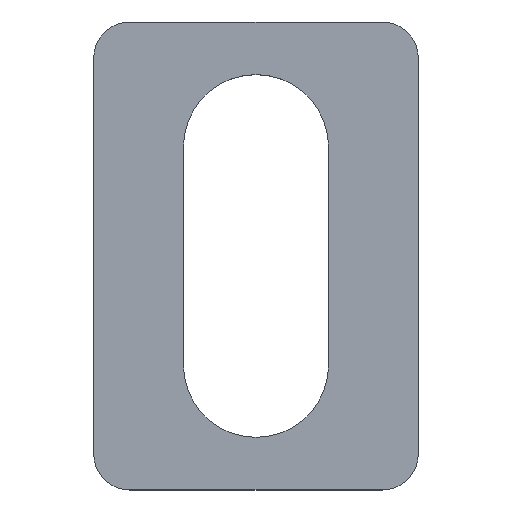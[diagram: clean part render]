
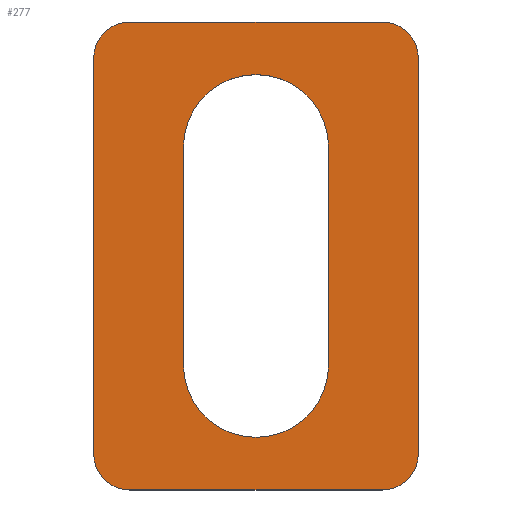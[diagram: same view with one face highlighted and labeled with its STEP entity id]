
A CAD part, top view. The second image highlights one B-rep face of the part: STEP entity #277.
In plain terms, the highlighted planar face has unit normal (0, 0, 1).
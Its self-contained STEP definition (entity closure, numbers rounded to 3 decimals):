
#46=CIRCLE('',#286,4.);
#47=CIRCLE('',#289,4.);
#48=CIRCLE('',#292,2.);
#49=CIRCLE('',#295,2.);
#50=CIRCLE('',#298,2.);
#51=CIRCLE('',#301,2.);
#64=VERTEX_POINT('',#399);
#65=VERTEX_POINT('',#401);
#66=VERTEX_POINT('',#405);
#67=VERTEX_POINT('',#409);
#68=VERTEX_POINT('',#415);
#69=VERTEX_POINT('',#417);
#70=VERTEX_POINT('',#421);
#71=VERTEX_POINT('',#425);
#72=VERTEX_POINT('',#429);
#73=VERTEX_POINT('',#433);
#74=VERTEX_POINT('',#437);
#75=VERTEX_POINT('',#441);
#84=VECTOR('',#330,1.);
#87=VECTOR('',#338,1.);
#91=VECTOR('',#347,1.);
#94=VECTOR('',#355,1.);
#97=VECTOR('',#363,1.);
#99=VECTOR('',#370,1.);
#108=LINE('',#404,#84);
#111=LINE('',#412,#87);
#115=LINE('',#422,#91);
#118=LINE('',#430,#94);
#121=LINE('',#438,#97);
#123=LINE('',#444,#99);
#137=EDGE_CURVE('',#65,#64,#46,.T.);
#139=EDGE_CURVE('',#66,#64,#108,.T.);
#142=EDGE_CURVE('',#66,#67,#47,.T.);
#143=EDGE_CURVE('',#65,#67,#111,.T.);
#145=EDGE_CURVE('',#68,#69,#48,.T.);
#148=EDGE_CURVE('',#68,#70,#115,.T.);
#150=EDGE_CURVE('',#71,#70,#49,.T.);
#152=EDGE_CURVE('',#71,#72,#118,.T.);
#154=EDGE_CURVE('',#73,#72,#50,.T.);
#156=EDGE_CURVE('',#73,#74,#121,.T.);
#158=EDGE_CURVE('',#75,#74,#51,.T.);
#159=EDGE_CURVE('',#75,#69,#123,.T.);
#220=ORIENTED_EDGE('',*,*,#143,.F.);
#221=ORIENTED_EDGE('',*,*,#137,.T.);
#222=ORIENTED_EDGE('',*,*,#139,.F.);
#223=ORIENTED_EDGE('',*,*,#142,.T.);
#224=ORIENTED_EDGE('',*,*,#158,.F.);
#225=ORIENTED_EDGE('',*,*,#159,.T.);
#226=ORIENTED_EDGE('',*,*,#145,.F.);
#227=ORIENTED_EDGE('',*,*,#148,.T.);
#228=ORIENTED_EDGE('',*,*,#150,.F.);
#229=ORIENTED_EDGE('',*,*,#152,.T.);
#230=ORIENTED_EDGE('',*,*,#154,.F.);
#231=ORIENTED_EDGE('',*,*,#156,.T.);
#246=EDGE_LOOP('',(#220,#221,#222,#223));
#247=EDGE_LOOP('',(#224,#225,#226,#227,#228,#229,#230,#231));
#262=FACE_BOUND('',#246,.T.);
#263=FACE_BOUND('',#247,.T.);
#277=ADVANCED_FACE('',(#262,#263),#453,.F.);
#286=AXIS2_PLACEMENT_3D('',#400,#326,#327);
#289=AXIS2_PLACEMENT_3D('',#410,#335,#336);
#292=AXIS2_PLACEMENT_3D('',#416,#342,#343);
#295=AXIS2_PLACEMENT_3D('',#426,#351,#352);
#298=AXIS2_PLACEMENT_3D('',#434,#359,#360);
#301=AXIS2_PLACEMENT_3D('',#442,#367,#368);
#303=AXIS2_PLACEMENT_3D('',#445,#371,$);
#326=DIRECTION('',(0.,0.,-1.));
#327=DIRECTION('',(-4.,0.,0.));
#330=DIRECTION('',(0.,-1.,0.));
#335=DIRECTION('',(0.,0.,-1.));
#336=DIRECTION('',(-4.,0.,0.));
#338=DIRECTION('',(0.,1.,0.));
#342=DIRECTION('',(0.,0.,-1.));
#343=DIRECTION('',(-2.,0.,0.));
#347=DIRECTION('',(-1.,0.,0.));
#351=DIRECTION('',(0.,0.,-1.));
#352=DIRECTION('',(-2.,0.,0.));
#355=DIRECTION('',(0.,-1.,0.));
#359=DIRECTION('',(0.,0.,-1.));
#360=DIRECTION('',(-2.,0.,0.));
#363=DIRECTION('',(1.,0.,0.));
#367=DIRECTION('',(0.,0.,-1.));
#368=DIRECTION('',(-2.,0.,0.));
#370=DIRECTION('',(0.,1.,0.));
#371=DIRECTION('',(0.,0.,-1.));
#399=CARTESIAN_POINT('',(-4.,-6.,1.));
#400=CARTESIAN_POINT('',(0.,-6.,1.));
#401=CARTESIAN_POINT('',(4.,-6.,1.));
#404=CARTESIAN_POINT('',(-4.,6.,1.));
#405=CARTESIAN_POINT('',(-4.,6.,1.));
#409=CARTESIAN_POINT('',(4.,6.,1.));
#410=CARTESIAN_POINT('',(0.,6.,1.));
#412=CARTESIAN_POINT('',(4.,-6.,1.));
#415=CARTESIAN_POINT('',(6.95,12.9,1.));
#416=CARTESIAN_POINT('',(6.95,10.9,1.));
#417=CARTESIAN_POINT('',(8.95,10.9,1.));
#421=CARTESIAN_POINT('',(-6.95,12.9,1.));
#422=CARTESIAN_POINT('',(6.95,12.9,1.));
#425=CARTESIAN_POINT('',(-8.95,10.9,1.));
#426=CARTESIAN_POINT('',(-6.95,10.9,1.));
#429=CARTESIAN_POINT('',(-8.95,-10.9,1.));
#430=CARTESIAN_POINT('',(-8.95,10.9,1.));
#433=CARTESIAN_POINT('',(-6.95,-12.9,1.));
#434=CARTESIAN_POINT('',(-6.95,-10.9,1.));
#437=CARTESIAN_POINT('',(6.95,-12.9,1.));
#438=CARTESIAN_POINT('',(-6.95,-12.9,1.));
#441=CARTESIAN_POINT('',(8.95,-10.9,1.));
#442=CARTESIAN_POINT('',(6.95,-10.9,1.));
#444=CARTESIAN_POINT('',(8.95,-10.9,1.));
#445=CARTESIAN_POINT('',(0.,0.,1.));
#453=PLANE('',#303);
